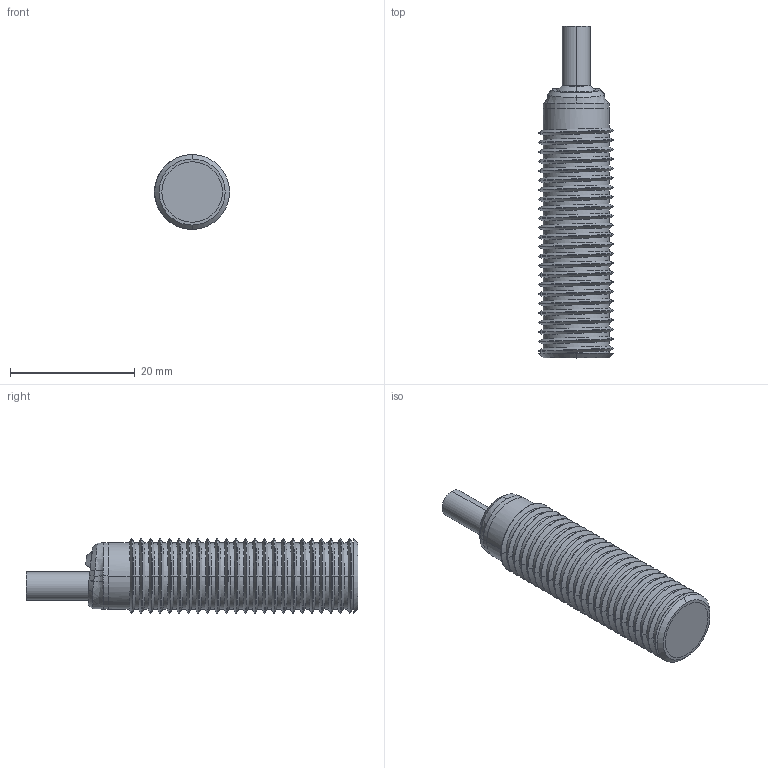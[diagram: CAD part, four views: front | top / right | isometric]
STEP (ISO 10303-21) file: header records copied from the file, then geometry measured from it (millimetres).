
FILE_DESCRIPTION(('STEP AP214'),'1');
FILE_NAME('cctmp_2079768C-5FC1-4BE9-B017-A31005CBC616_2025_02_28_10_56_35_0923_3016..stp','2025-02-28T09:56:36',('Pepperl+Fuchs GmbH'),('CADClick - www.CADClick.com'),'Spatial InterOp 3D',' ','unknown authorization');
FILE_SCHEMA(('AUTOMOTIVE_DESIGN'));
Length unit declared in the file: millimetre
Products named in the file (6): NBB4-12GM40-E0; 2025_02_28_10_56_35_0923; NBB4-12GM40-E0_3; 2025_02_28_10_56_35_0907; NBB4-12GM40-E0_2; NBB4-12GM40-E0_1
Assembly tree (5 placements, depth 2):
  NBB4-12GM40-E0
    2025_02_28_10_56_35_0923
    NBB4-12GM40-E0_3
    2025_02_28_10_56_35_0907
    NBB4-12GM40-E0_2
    NBB4-12GM40-E0_1
Bounding box: 12.04 x 53.21 x 12 mm (x, y, z)
Volume: 3938.5 mm3; surface area: 3093.5 mm2
Topology: 5 solids, 5 shells, 255 faces, 529 edges, 286 vertices
Faces by surface type: cylinder 110, cone 105, bspline 22, plane 18
Entity records: 13696 total; most frequent: CARTESIAN_POINT 6437, ORIENTED_EDGE 1058, DIRECTION 992, EDGE_CURVE 529, AXIS2_PLACEMENT_3D 380, VERTEX_POINT 286, STYLED_ITEM 264, PRESENTATION_STYLE_ASSIGNMENT 264
